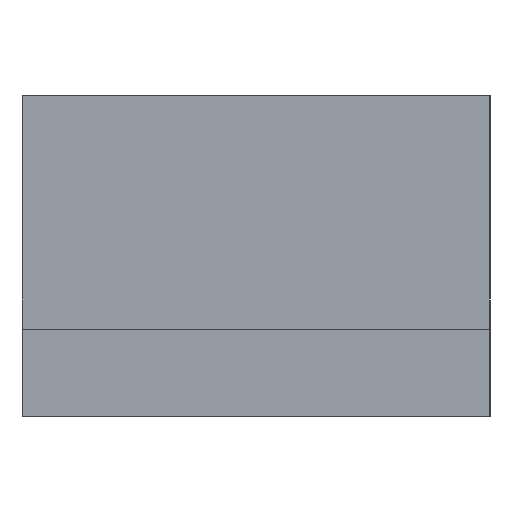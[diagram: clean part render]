
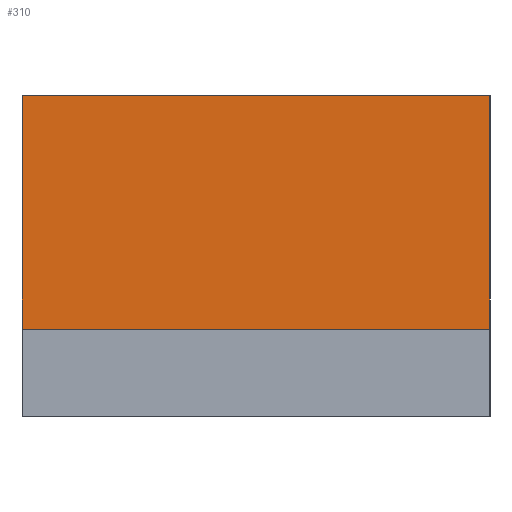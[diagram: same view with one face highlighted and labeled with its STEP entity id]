
A CAD part, left-side view. The second image highlights one B-rep face of the part: STEP entity #310.
In plain terms, the highlighted planar face has unit normal (-1, 0, 0).
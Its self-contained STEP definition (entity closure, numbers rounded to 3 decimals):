
#22=PLANE('',#344);
#38=FACE_OUTER_BOUND('',#55,.T.);
#55=EDGE_LOOP('',(#240,#241,#242,#243));
#80=LINE('',#468,#118);
#81=LINE('',#471,#119);
#82=LINE('',#473,#120);
#83=LINE('',#474,#121);
#118=VECTOR('',#386,10.);
#119=VECTOR('',#389,10.);
#120=VECTOR('',#390,10.);
#121=VECTOR('',#391,10.);
#159=VERTEX_POINT('',#464);
#160=VERTEX_POINT('',#466);
#161=VERTEX_POINT('',#470);
#162=VERTEX_POINT('',#472);
#192=EDGE_CURVE('',#159,#160,#80,.T.);
#193=EDGE_CURVE('',#159,#161,#81,.T.);
#194=EDGE_CURVE('',#162,#160,#82,.T.);
#195=EDGE_CURVE('',#161,#162,#83,.T.);
#240=ORIENTED_EDGE('',*,*,#193,.F.);
#241=ORIENTED_EDGE('',*,*,#192,.T.);
#242=ORIENTED_EDGE('',*,*,#194,.F.);
#243=ORIENTED_EDGE('',*,*,#195,.F.);
#310=ADVANCED_FACE('',(#38),#22,.T.);
#344=AXIS2_PLACEMENT_3D('',#469,#387,#388);
#386=DIRECTION('',(0.,1.,0.));
#387=DIRECTION('center_axis',(-1.,0.,0.));
#388=DIRECTION('ref_axis',(0.,0.,1.));
#389=DIRECTION('',(0.,0.,-1.));
#390=DIRECTION('',(0.,0.,1.));
#391=DIRECTION('',(0.,1.,0.));
#464=CARTESIAN_POINT('',(6.,0.,5.5));
#466=CARTESIAN_POINT('',(6.,8.,5.5));
#468=CARTESIAN_POINT('',(6.,0.,5.5));
#469=CARTESIAN_POINT('Origin',(6.,0.,1.5));
#470=CARTESIAN_POINT('',(6.,0.,1.5));
#471=CARTESIAN_POINT('',(6.,0.,4.));
#472=CARTESIAN_POINT('',(6.,8.,1.5));
#473=CARTESIAN_POINT('',(6.,8.,4.));
#474=CARTESIAN_POINT('',(6.,0.,1.5));
